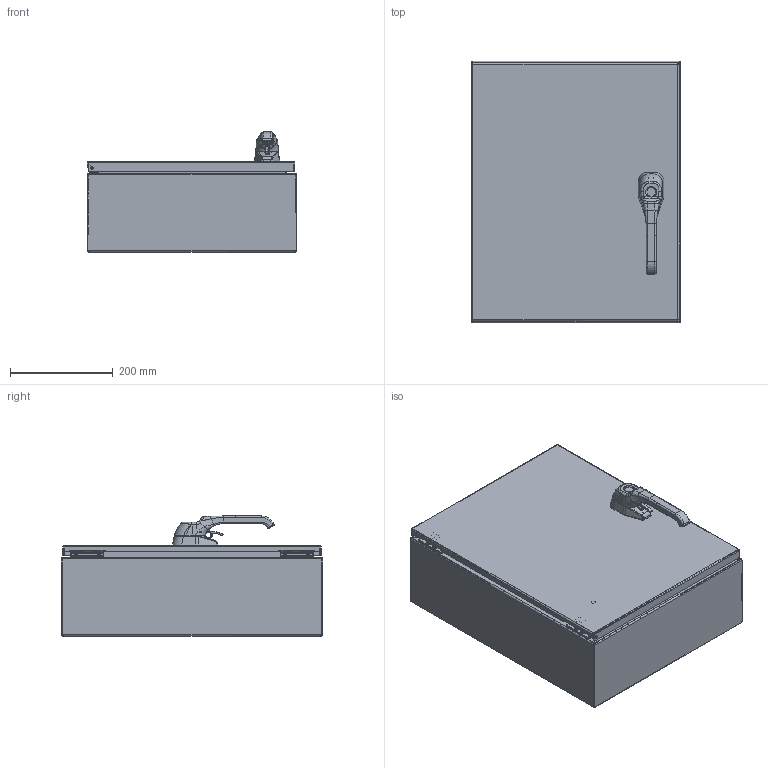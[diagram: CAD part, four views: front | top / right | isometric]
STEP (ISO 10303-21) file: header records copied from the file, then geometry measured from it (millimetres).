
FILE_DESCRIPTION((''),'2;1');
FILE_NAME('N4122016061PTC.stp','2012-05-08T15:09:13',('dnichola'),(''),'Autodesk Inventor 2012','Autodesk Inventor 2012','');
FILE_SCHEMA(('AUTOMOTIVE_DESIGN { 1 0 10303 214 1 1 1 1 }'));
Length unit declared in the file: inch
Products named in the file (15): N4122016061PTC; N4122016061PTCBKP; N41220161PTCLID; HFW328176; 17376 PIN; 17380 SCREW; 17723 BOX LEAF; 17723-UTI BRACKET; 17910 SEALING WASHER; HFW3161; 388150; HFW328175; HFW32450; 38846; HFW31710
Assembly tree (23 placements, depth 3):
  N4122016061PTC
    N4122016061PTCBKP
    N41220161PTCLID
    HFW328176  x2
      17376 PIN
      17380 SCREW
      17723 BOX LEAF
      17723-UTI BRACKET
      17910 SEALING WASHER
    HFW3161  x2
    388150  x4
    HFW328175  x2
    HFW32450
    38846  x2
    HFW31710
Bounding box: 406.4 x 508 x 233.33 mm (x, y, z)
Volume: 1471430.3 mm3; surface area: 1644005.4 mm2
Topology: 27 solids, 1508 shells, 2646 faces, 9615 edges, 8475 vertices
Faces by surface type: cylinder 1007, plane 777, bspline 310, torus 242, cone 212, sphere 94, revolution 4
Full cylindrical faces by diameter (mm): 2.362 x4, 3.175 x2, 3.317 x68, 3.861 x4, 3.962 x2, 4.166 x68, 4.25 x4, 4.366 x4, 4.572 x4, 4.775 x6, 6.35 x10, 6.502 x4, 6.985 x4, 7.112 x3, 7.62 x4, 8.128 x4, 8.56 x2, 9.144 x4, 11.113 x4, 14.3 x4
Entity records: 147853 total; most frequent: CARTESIAN_POINT 73341, DIRECTION 13124, ORIENTED_EDGE 9356, EDGE_CURVE 8055, VERTEX_POINT 7592, AXIS2_PLACEMENT_3D 4796, VECTOR 3528, LINE 3528
